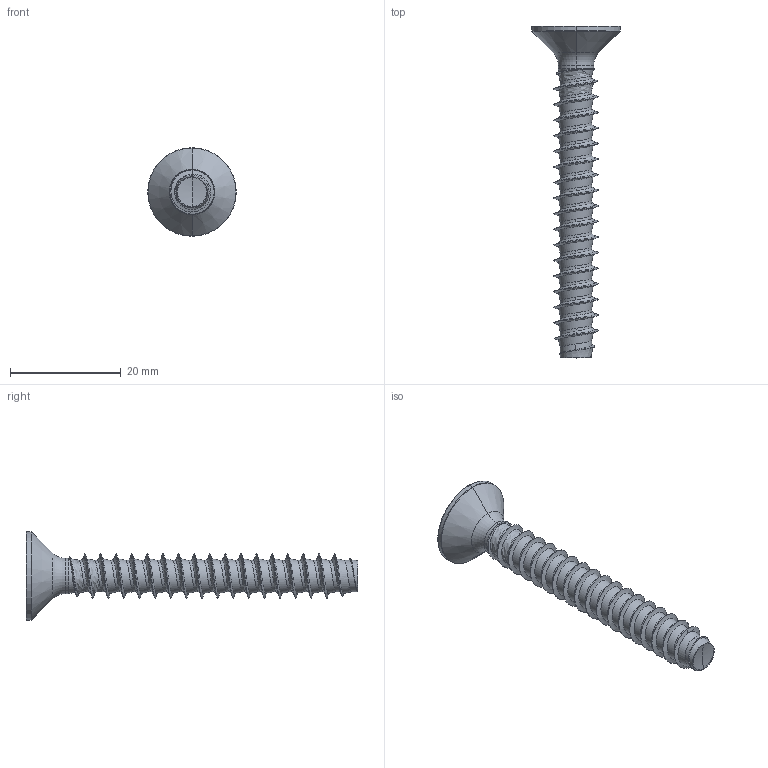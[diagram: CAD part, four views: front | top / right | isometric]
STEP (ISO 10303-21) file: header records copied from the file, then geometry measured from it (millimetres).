
FILE_DESCRIPTION (( 'STEP AP203' ), '1' );
FILE_NAME ('STP410800600.STEP', '2017-08-16T14:25:47', ( '' ), ( '' ), 'SwSTEP 2.0', 'SolidWorks 2015', '' );
FILE_SCHEMA (( 'CONFIG_CONTROL_DESIGN' ));
Length unit declared in the file: millimetre
Products named in the file (1): STP410800600
Bounding box: 16 x 60 x 16 mm (x, y, z)
Volume: 2230.6 mm3; surface area: 2174.8 mm2
Topology: 1 solids, 1 shells, 118 faces, 301 edges, 185 vertices
Faces by surface type: cylinder 61, bspline 35, cone 12, torus 6, sphere 2, plane 2
Entity records: 36291 total; most frequent: CARTESIAN_POINT 33832, ORIENTED_EDGE 598, DIRECTION 363, EDGE_CURVE 299, VERTEX_POINT 185, AXIS2_PLACEMENT_3D 143, B_SPLINE_CURVE_WITH_KNOTS 126, EDGE_LOOP 120
